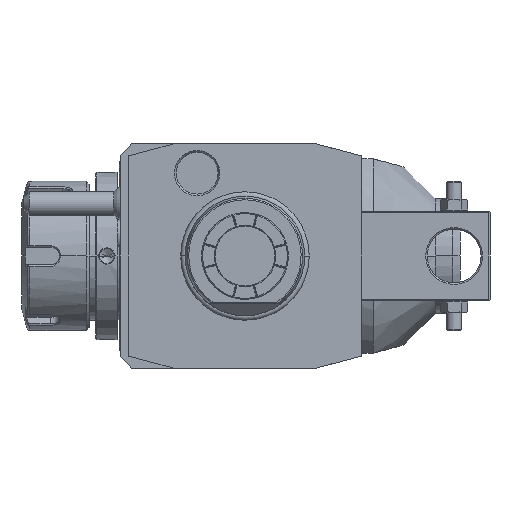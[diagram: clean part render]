
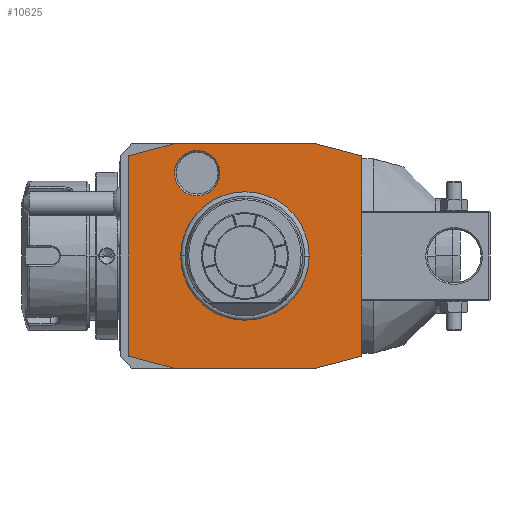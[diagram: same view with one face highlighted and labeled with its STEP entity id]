
A CAD part, front view. The second image highlights one B-rep face of the part: STEP entity #10625.
In plain terms, the highlighted planar face has unit normal (0, -1, 0).
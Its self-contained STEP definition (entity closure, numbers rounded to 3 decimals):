
#1=DIRECTION('',(-0.966,0.,0.259));
#2=VECTOR('',#1,15.529);
#3=CARTESIAN_POINT('',(39.,0.,33.481));
#4=LINE('',#3,#2);
#5=DIRECTION('',(0.,0.,1.));
#6=VECTOR('',#5,66.962);
#7=CARTESIAN_POINT('',(39.,0.,-33.481));
#8=LINE('',#7,#6);
#9=DIRECTION('',(0.966,0.,0.259));
#10=VECTOR('',#9,15.529);
#11=CARTESIAN_POINT('',(24.,0.,-37.5));
#12=LINE('',#11,#10);
#13=DIRECTION('',(1.,0.,0.));
#14=VECTOR('',#13,48.);
#15=CARTESIAN_POINT('',(-24.,0.,-37.5));
#16=LINE('',#15,#14);
#17=DIRECTION('',(0.966,0.,-0.259));
#18=VECTOR('',#17,15.529);
#19=CARTESIAN_POINT('',(-39.,0.,-33.481));
#20=LINE('',#19,#18);
#21=DIRECTION('',(0.,0.,-1.));
#22=VECTOR('',#21,66.962);
#23=CARTESIAN_POINT('',(-39.,0.,33.481));
#24=LINE('',#23,#22);
#25=DIRECTION('',(-0.966,0.,-0.259));
#26=VECTOR('',#25,15.529);
#27=CARTESIAN_POINT('',(-24.,0.,37.5));
#28=LINE('',#27,#26);
#29=DIRECTION('',(-1.,0.,0.));
#30=VECTOR('',#29,48.);
#31=CARTESIAN_POINT('',(24.,0.,37.5));
#32=LINE('',#31,#30);
#33=CARTESIAN_POINT('',(-16.,0.,27.713));
#34=DIRECTION('',(0.,1.,0.));
#35=DIRECTION('',(1.,0.,0.));
#36=AXIS2_PLACEMENT_3D('',#33,#34,#35);
#38=CARTESIAN_POINT('',(-16.,0.,27.713));
#39=DIRECTION('',(0.,1.,0.));
#40=DIRECTION('',(-1.,0.,0.));
#41=AXIS2_PLACEMENT_3D('',#38,#39,#40);
#7221=CARTESIAN_POINT('',(0.,0.,0.));
#7222=DIRECTION('',(0.,1.,0.));
#7223=DIRECTION('',(-1.,0.,0.));
#7224=AXIS2_PLACEMENT_3D('',#7221,#7222,#7223);
#7226=CARTESIAN_POINT('',(0.,0.,0.));
#7227=DIRECTION('',(0.,1.,0.));
#7228=DIRECTION('',(1.,0.,0.));
#7229=AXIS2_PLACEMENT_3D('',#7226,#7227,#7228);
#9516=CARTESIAN_POINT('',(-8.423,0.,27.713));
#9517=CARTESIAN_POINT('',(-23.577,0.,27.713));
#9518=VERTEX_POINT('',#9516);
#9519=VERTEX_POINT('',#9517);
#10391=CARTESIAN_POINT('',(39.,0.,33.481));
#10392=CARTESIAN_POINT('',(24.,0.,37.5));
#10393=VERTEX_POINT('',#10391);
#10394=VERTEX_POINT('',#10392);
#10395=CARTESIAN_POINT('',(-24.,0.,37.5));
#10396=VERTEX_POINT('',#10395);
#10397=CARTESIAN_POINT('',(-39.,0.,33.481));
#10398=VERTEX_POINT('',#10397);
#10399=CARTESIAN_POINT('',(-39.,0.,-33.481));
#10400=VERTEX_POINT('',#10399);
#10401=CARTESIAN_POINT('',(-24.,0.,-37.5));
#10402=VERTEX_POINT('',#10401);
#10403=CARTESIAN_POINT('',(24.,0.,-37.5));
#10404=VERTEX_POINT('',#10403);
#10405=CARTESIAN_POINT('',(39.,0.,-33.481));
#10406=VERTEX_POINT('',#10405);
#10458=CARTESIAN_POINT('',(-21.137,0.,0.));
#10459=CARTESIAN_POINT('',(21.137,0.,0.));
#10460=VERTEX_POINT('',#10458);
#10461=VERTEX_POINT('',#10459);
#10590=CARTESIAN_POINT('',(0.,0.,0.));
#10591=DIRECTION('',(0.,-1.,0.));
#10592=DIRECTION('',(-1.,0.,0.));
#10593=AXIS2_PLACEMENT_3D('',#10590,#10591,#10592);
#10594=PLANE('',#10593);
#10596=ORIENTED_EDGE('',*,*,#10595,.F.);
#10598=ORIENTED_EDGE('',*,*,#10597,.F.);
#10600=ORIENTED_EDGE('',*,*,#10599,.F.);
#10602=ORIENTED_EDGE('',*,*,#10601,.F.);
#10604=ORIENTED_EDGE('',*,*,#10603,.F.);
#10606=ORIENTED_EDGE('',*,*,#10605,.F.);
#10608=ORIENTED_EDGE('',*,*,#10607,.F.);
#10610=ORIENTED_EDGE('',*,*,#10609,.F.);
#10611=EDGE_LOOP('',(#10596,#10598,#10600,#10602,#10604,#10606,#10608,#10610));
#10612=FACE_OUTER_BOUND('',#10611,.F.);
#10614=ORIENTED_EDGE('',*,*,#10613,.F.);
#10616=ORIENTED_EDGE('',*,*,#10615,.F.);
#10617=EDGE_LOOP('',(#10614,#10616));
#10618=FACE_BOUND('',#10617,.F.);
#10620=ORIENTED_EDGE('',*,*,#10619,.F.);
#10622=ORIENTED_EDGE('',*,*,#10621,.F.);
#10623=EDGE_LOOP('',(#10620,#10622));
#10624=FACE_BOUND('',#10623,.F.);
#37=CIRCLE('',#36,7.577);
#42=CIRCLE('',#41,7.577);
#7225=CIRCLE('',#7224,21.137);
#7230=CIRCLE('',#7229,21.137);
#10595=EDGE_CURVE('',#10393,#10394,#4,.T.);
#10597=EDGE_CURVE('',#10406,#10393,#8,.T.);
#10599=EDGE_CURVE('',#10404,#10406,#12,.T.);
#10601=EDGE_CURVE('',#10402,#10404,#16,.T.);
#10603=EDGE_CURVE('',#10400,#10402,#20,.T.);
#10605=EDGE_CURVE('',#10398,#10400,#24,.T.);
#10607=EDGE_CURVE('',#10396,#10398,#28,.T.);
#10609=EDGE_CURVE('',#10394,#10396,#32,.T.);
#10613=EDGE_CURVE('',#10460,#10461,#7225,.T.);
#10615=EDGE_CURVE('',#10461,#10460,#7230,.T.);
#10619=EDGE_CURVE('',#9518,#9519,#37,.T.);
#10621=EDGE_CURVE('',#9519,#9518,#42,.T.);
#10625=ADVANCED_FACE('',(#10612,#10618,#10624),#10594,.T.);
